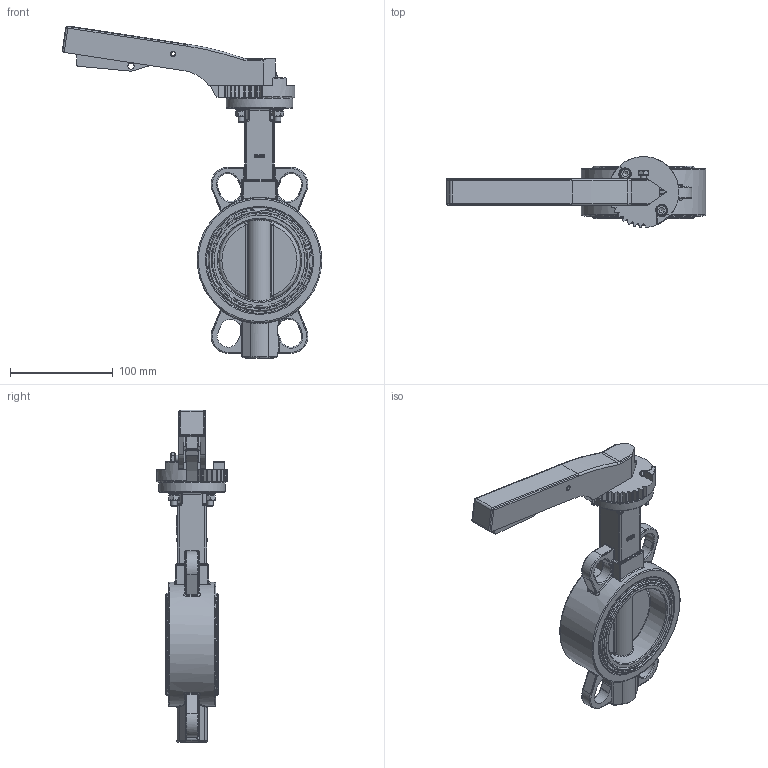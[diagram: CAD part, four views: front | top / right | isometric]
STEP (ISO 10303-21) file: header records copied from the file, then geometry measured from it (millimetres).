
FILE_DESCRIPTION(('HOOPS Exchange Step'),'2;1');
FILE_NAME('AK05_DN80.stp','2025-07-21T08:32:09+02:00',('nieru'),('Unknown organisation'),'HOOPS Exchange 2024.2','HOOPS Exchange','Unknown authorisation');
FILE_SCHEMA( ('AP203_CONFIGURATION_CONTROLLED_3D_DESIGN_OF_MECHANICAL_PARTS_AND_ASSEMBLIES_MIM_LF') );
Length unit declared in the file: millimetre
Products named in the file (3): 0; root
Assembly tree (2 placements, depth 3):
  root
    0
      0
Bounding box: 252.29 x 68.85 x 323 mm (x, y, z)
Volume: 691866.5 mm3; surface area: 144216.3 mm2
Topology: 12 solids, 12 shells, 1120 faces, 2963 edges, 1881 vertices
Faces by surface type: cylinder 433, plane 327, bspline 194, torus 126, cone 20, sphere 20
Full cylindrical faces by diameter (mm): 5 x2, 6 x6, 6.4 x2, 7 x4, 10 x3, 11 x2, 11.5 x2, 17 x1, 18.027 x1, 24 x1, 65 x1, 80 x1, 100 x2, 103 x2, 121 x1
Entity records: 88042 total; most frequent: CARTESIAN_POINT 63745, ORIENTED_EDGE 5900, DIRECTION 3462, EDGE_CURVE 2950, VERTEX_POINT 1881, B_SPLINE_CURVE_WITH_KNOTS 1519, EDGE_LOOP 1191, FACE_BOUND 1191
